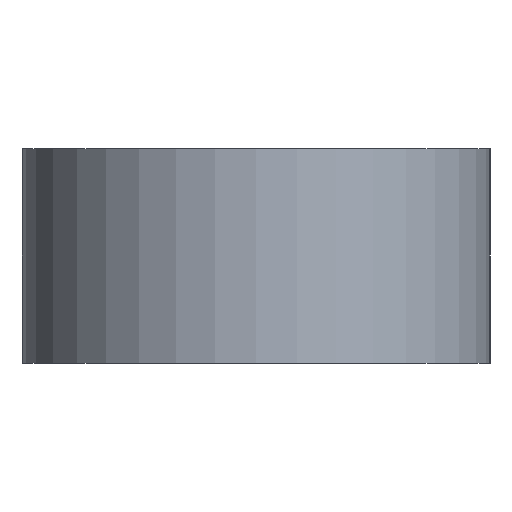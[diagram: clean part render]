
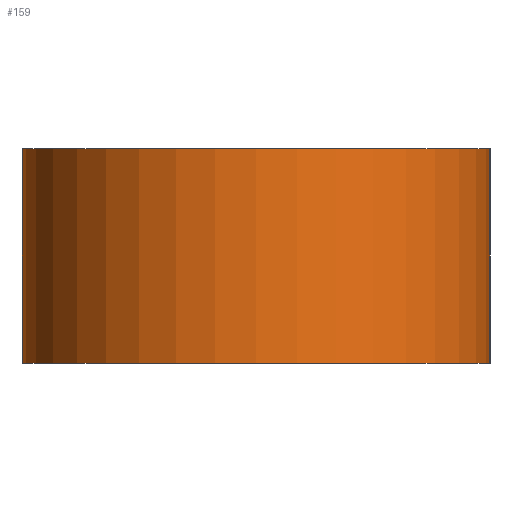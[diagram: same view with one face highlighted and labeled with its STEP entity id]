
A CAD part, left-side view. The second image highlights one B-rep face of the part: STEP entity #159.
In plain terms, the highlighted cylindrical face has radius 6 mm (diameter 12 mm), a partial arc.
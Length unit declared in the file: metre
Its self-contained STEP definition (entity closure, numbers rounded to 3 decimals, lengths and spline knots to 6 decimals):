
#19=CIRCLE('',#186,0.006);
#21=CIRCLE('',#189,0.006);
#26=CYLINDRICAL_SURFACE('',#191,0.006);
#59=ORIENTED_EDGE('',*,*,#80,.F.);
#60=ORIENTED_EDGE('',*,*,#66,.F.);
#61=ORIENTED_EDGE('',*,*,#78,.F.);
#62=ORIENTED_EDGE('',*,*,#70,.F.);
#66=EDGE_CURVE('',#84,#82,#98,.T.);
#70=EDGE_CURVE('',#88,#86,#102,.F.);
#78=EDGE_CURVE('',#86,#84,#19,.T.);
#80=EDGE_CURVE('',#82,#88,#21,.F.);
#82=VERTEX_POINT('',#244);
#84=VERTEX_POINT('',#248);
#86=VERTEX_POINT('',#253);
#88=VERTEX_POINT('',#257);
#98=LINE('',#249,#106);
#102=LINE('',#258,#110);
#106=VECTOR('',#199,1.);
#110=VECTOR('',#205,1.);
#128=EDGE_LOOP('',(#59,#60,#61,#62));
#146=FACE_BOUND('',#128,.T.);
#159=ADVANCED_FACE('',(#146),#26,.T.);
#186=AXIS2_PLACEMENT_3D('',#276,#228,#229);
#189=AXIS2_PLACEMENT_3D('',#279,#234,#235);
#191=AXIS2_PLACEMENT_3D('',#281,#238,#239);
#199=DIRECTION('',(0.,0.,-1.));
#205=DIRECTION('',(0.,0.,-1.));
#228=DIRECTION('',(0.,0.,1.));
#229=DIRECTION('',(1.,0.,0.));
#234=DIRECTION('',(0.,0.,1.));
#235=DIRECTION('',(1.,0.,0.));
#238=DIRECTION('',(0.,0.,1.));
#239=DIRECTION('',(1.,0.,0.));
#244=CARTESIAN_POINT('',(-0.069,-0.006,0.));
#248=CARTESIAN_POINT('',(-0.069,-0.006,0.0055));
#249=CARTESIAN_POINT('',(-0.069,-0.006,0.0055));
#253=CARTESIAN_POINT('',(-0.069,0.006,0.0055));
#257=CARTESIAN_POINT('',(-0.069,0.006,0.));
#258=CARTESIAN_POINT('',(-0.069,0.006,0.0055));
#276=CARTESIAN_POINT('',(-0.069,0.,0.0055));
#279=CARTESIAN_POINT('',(-0.069,0.,0.));
#281=CARTESIAN_POINT('',(-0.069,0.,0.0055));
